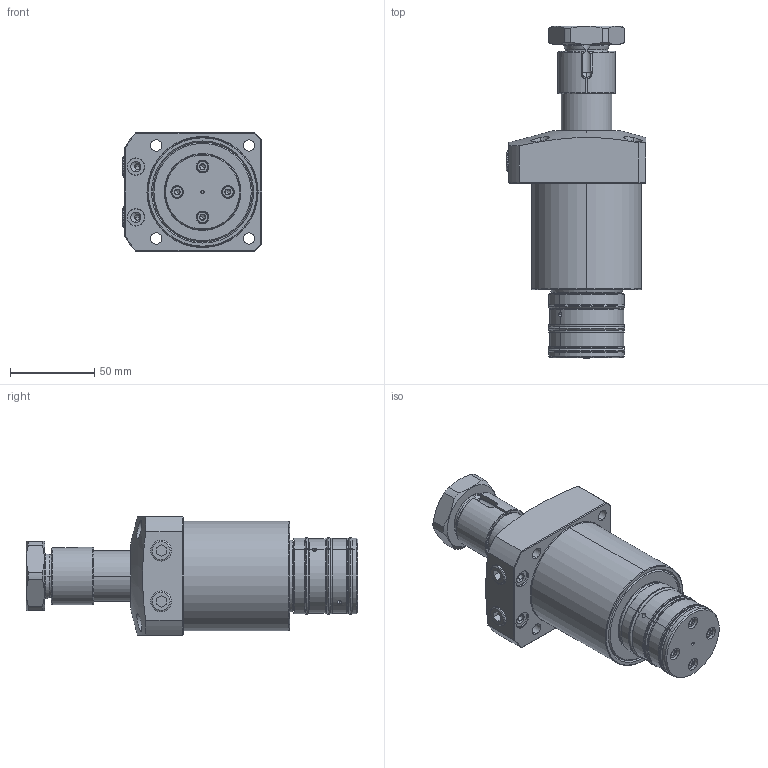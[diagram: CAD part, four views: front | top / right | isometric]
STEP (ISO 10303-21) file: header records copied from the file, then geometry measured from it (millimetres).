
FILE_DESCRIPTION (( 'STEP AP203' ), '1' );
FILE_NAME ('LHA0650-GRM.STEP', '2018-12-15T05:58:39', ( '微软用户' ), ( '微软中国' ), 'SwSTEP 2.0', 'SolidWorks 2012', '' );
FILE_SCHEMA (( 'CONFIG_CONTROL_DESIGN' ));
Length unit declared in the file: millimetre
Products named in the file (10): LHA0650-ů_; LHA0650-簸忣諍匏_; Rネジ1_4; LHA0480-玅帡椔溹; 6妏寠晅无倌_M4(35); LHA0650-GRM; LHA0650-槭暌滀S(蹬怮椔); LHA0650-咂衝椳紕_蹬怮椔); LHA0650-D菛巍; LHA0650-楓羔筳
Assembly tree (13 placements, depth 2):
  LHA0650-GRM
    LHA0650-槭暌滀S(蹬怮椔)
    LHA0650-咂衝椳紕_蹬怮椔)
    LHA0650-D菛巍
    LHA0650-楓羔筳
    LHA0650-ů_
    LHA0650-簸忣諍匏_
    Rネジ1_4  x2
    LHA0480-玅帡椔溹
    6妏寠晅无倌_M4(35)  x4
Bounding box: 82.5 x 196.5 x 70 mm (x, y, z)
Volume: 480395.9 mm3; surface area: 78453.2 mm2
Topology: 16 solids, 16 shells, 512 faces, 1110 edges, 654 vertices
Faces by surface type: plane 170, cylinder 151, cone 119, torus 70, sphere 2
Entity records: 13561 total; most frequent: CARTESIAN_POINT 3152, DIRECTION 2096, ORIENTED_EDGE 1820, EDGE_CURVE 910, AXIS2_PLACEMENT_3D 892, VERTEX_POINT 559, CIRCLE 472, EDGE_LOOP 469
